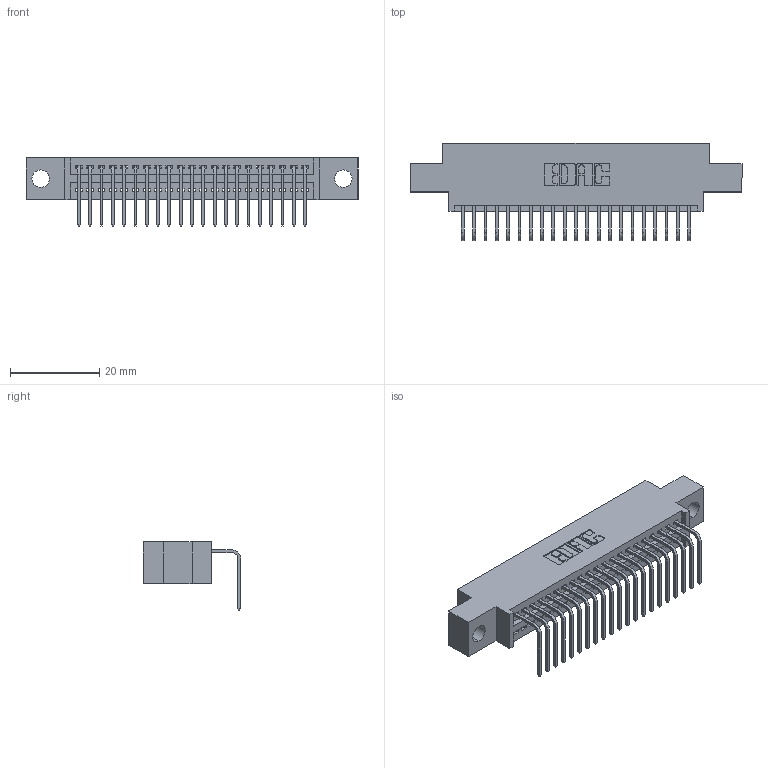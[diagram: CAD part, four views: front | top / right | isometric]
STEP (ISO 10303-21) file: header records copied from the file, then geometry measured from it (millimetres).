
FILE_DESCRIPTION (( 'STEP AP203' ), '1' );
FILE_NAME ('395-021-558-604.STEP', '2018-11-07T23:35:16', ( '' ), ( '' ), 'SwSTEP 2.0', 'SolidWorks 2016', '' );
FILE_SCHEMA (( 'CONFIG_CONTROL_DESIGN' ));
Length unit declared in the file: inch
Products named in the file (3): 395-021-558-604; 345-292-001_558 Tail - 2; 345 Part_0.170 Offset - 0.156 Dia-TH
Assembly tree (22 placements, depth 2):
  395-021-558-604
    345 Part_0.170 Offset - 0.156 Dia-TH
    345-292-001_558 Tail - 2  x21
Bounding box: 74.55 x 21.83 x 15.37 mm (x, y, z)
Volume: 6777.4 mm3; surface area: 9067.6 mm2
Topology: 22 solids, 22 shells, 1390 faces, 4175 edges, 2754 vertices
Faces by surface type: plane 966, cylinder 424
Entity records: 18851 total; most frequent: CARTESIAN_POINT 3275, ORIENTED_EDGE 3230, DIRECTION 2889, EDGE_CURVE 1615, LINE 1399, VECTOR 1399, VERTEX_POINT 1074, AXIS2_PLACEMENT_3D 745
